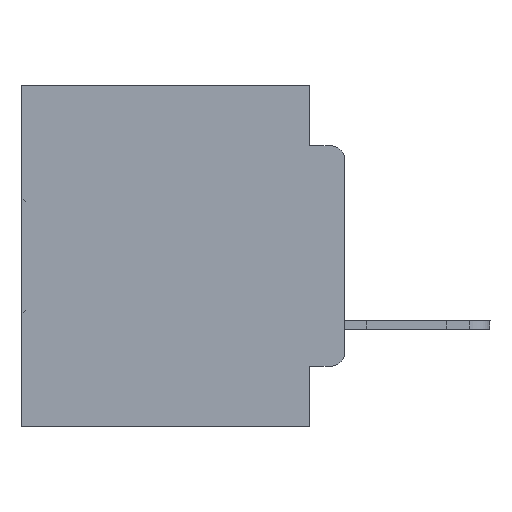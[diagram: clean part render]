
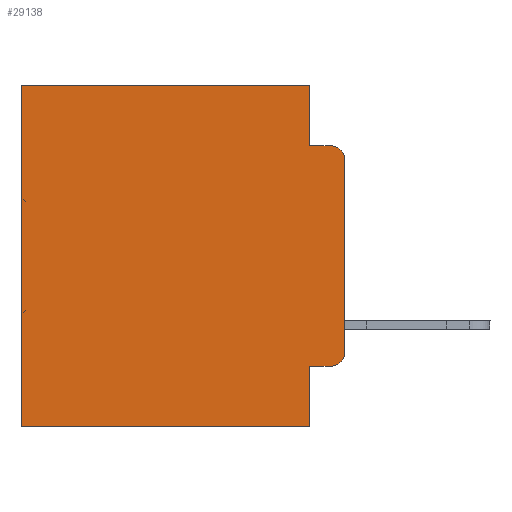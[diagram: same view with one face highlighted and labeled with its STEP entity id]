
A CAD part, left-side view. The second image highlights one B-rep face of the part: STEP entity #29138.
In plain terms, the highlighted planar face has unit normal (-1, 0, 0).
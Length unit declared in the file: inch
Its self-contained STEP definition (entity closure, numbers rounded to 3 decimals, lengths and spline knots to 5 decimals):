
#303 = VERTEX_POINT ( 'NONE', #24279 ) ;
#834 = EDGE_CURVE ( 'NONE', #2282, #11038, #19219, .T. ) ;
#929 = VECTOR ( 'NONE', #2191, 39.37008 ) ;
#971 = VERTEX_POINT ( 'NONE', #16147 ) ;
#1160 = DIRECTION ( 'NONE',  ( 0., 0., -1. ) ) ;
#1347 = EDGE_CURVE ( 'NONE', #971, #5636, #5914, .T. ) ;
#2191 = DIRECTION ( 'NONE',  ( 0., 0., -1. ) ) ;
#2282 = VERTEX_POINT ( 'NONE', #18656 ) ;
#2303 = DIRECTION ( 'NONE',  ( 0., -1., 0. ) ) ;
#2309 = DIRECTION ( 'NONE',  ( 1., 0., 0. ) ) ;
#2612 = LINE ( 'NONE', #28733, #8774 ) ;
#2734 = VECTOR ( 'NONE', #6070, 39.37008 ) ;
#2767 = EDGE_CURVE ( 'NONE', #5636, #33844, #32294, .T. ) ;
#4068 = CARTESIAN_POINT ( 'NONE',  ( 0.298, 0.051, 0. ) ) ;
#4966 = CIRCLE ( 'NONE', #5190, 0.02 ) ;
#5190 = AXIS2_PLACEMENT_3D ( 'NONE', #29713, #14079, #32389 ) ;
#5487 = AXIS2_PLACEMENT_3D ( 'NONE', #7130, #31226, #15340 ) ;
#5636 = VERTEX_POINT ( 'NONE', #10519 ) ;
#5806 = VECTOR ( 'NONE', #34114, 39.37008 ) ;
#5914 = LINE ( 'NONE', #28052, #20879 ) ;
#6070 = DIRECTION ( 'NONE',  ( 0., 0., -1. ) ) ;
#6777 = LINE ( 'NONE', #4068, #34144 ) ;
#7130 = CARTESIAN_POINT ( 'NONE',  ( 0.298, 0.02, -0.1085 ) ) ;
#7893 = ORIENTED_EDGE ( 'NONE', *, *, #24487, .T. ) ;
#8457 = DIRECTION ( 'NONE',  ( 0., 0., -1. ) ) ;
#8774 = VECTOR ( 'NONE', #12633, 39.37008 ) ;
#8781 = FACE_OUTER_BOUND ( 'NONE', #14631, .T. ) ;
#10519 = CARTESIAN_POINT ( 'NONE',  ( 0.298, 0.473, 0. ) ) ;
#11038 = VERTEX_POINT ( 'NONE', #33167 ) ;
#11084 = EDGE_CURVE ( 'NONE', #971, #21804, #6777, .T. ) ;
#11472 = ORIENTED_EDGE ( 'NONE', *, *, #2767, .T. ) ;
#12633 = DIRECTION ( 'NONE',  ( 0., -1., 0. ) ) ;
#12982 = ORIENTED_EDGE ( 'NONE', *, *, #18083, .F. ) ;
#13236 = CARTESIAN_POINT ( 'NONE',  ( 0.298, 0., -0.5 ) ) ;
#14079 = DIRECTION ( 'NONE',  ( -1., 0., 0. ) ) ;
#14415 = AXIS2_PLACEMENT_3D ( 'NONE', #23493, #2309, #23712 ) ;
#14502 = LINE ( 'NONE', #13236, #5806 ) ;
#14631 = EDGE_LOOP ( 'NONE', ( #22419, #7893, #16899, #33503, #25444, #11472, #19556, #12982, #34063, #26766 ) ) ;
#15139 = CIRCLE ( 'NONE', #5487, 0.02 ) ;
#15157 = CARTESIAN_POINT ( 'NONE',  ( 0.298, 0., -0.3915 ) ) ;
#15340 = DIRECTION ( 'NONE',  ( 0., 0., -1. ) ) ;
#15613 = CARTESIAN_POINT ( 'NONE',  ( 0.298, 0.051, -0.4115 ) ) ;
#16147 = CARTESIAN_POINT ( 'NONE',  ( 0.298, 0.051, 0. ) ) ;
#16448 = EDGE_CURVE ( 'NONE', #23151, #22329, #25965, .T. ) ;
#16899 = ORIENTED_EDGE ( 'NONE', *, *, #26788, .F. ) ;
#16950 = CARTESIAN_POINT ( 'NONE',  ( 0.298, 0., 0. ) ) ;
#18083 = EDGE_CURVE ( 'NONE', #2282, #303, #27457, .T. ) ;
#18419 = PLANE ( 'NONE',  #14415 ) ;
#18656 = CARTESIAN_POINT ( 'NONE',  ( 0.298, 0.051, -0.4115 ) ) ;
#18809 = VECTOR ( 'NONE', #2303, 39.37008 ) ;
#19219 = LINE ( 'NONE', #15613, #18809 ) ;
#19556 = ORIENTED_EDGE ( 'NONE', *, *, #27992, .F. ) ;
#20879 = VECTOR ( 'NONE', #25137, 39.37008 ) ;
#21804 = VERTEX_POINT ( 'NONE', #32303 ) ;
#22329 = VERTEX_POINT ( 'NONE', #15157 ) ;
#22419 = ORIENTED_EDGE ( 'NONE', *, *, #16448, .F. ) ;
#22852 = CARTESIAN_POINT ( 'NONE',  ( 0.298, 0., -0.1085 ) ) ;
#23151 = VERTEX_POINT ( 'NONE', #22852 ) ;
#23493 = CARTESIAN_POINT ( 'NONE',  ( 0.298, 0., 0. ) ) ;
#23712 = DIRECTION ( 'NONE',  ( 0., 0., -1. ) ) ;
#24279 = CARTESIAN_POINT ( 'NONE',  ( 0.298, 0.051, -0.5 ) ) ;
#24487 = EDGE_CURVE ( 'NONE', #23151, #27853, #15139, .T. ) ;
#25137 = DIRECTION ( 'NONE',  ( 0., 1., 0. ) ) ;
#25268 = CARTESIAN_POINT ( 'NONE',  ( 0.298, 0.473, -0.5 ) ) ;
#25274 = VECTOR ( 'NONE', #8457, 39.37008 ) ;
#25444 = ORIENTED_EDGE ( 'NONE', *, *, #1347, .T. ) ;
#25965 = LINE ( 'NONE', #16950, #2734 ) ;
#26766 = ORIENTED_EDGE ( 'NONE', *, *, #31624, .T. ) ;
#26788 = EDGE_CURVE ( 'NONE', #21804, #27853, #2612, .T. ) ;
#27457 = LINE ( 'NONE', #28588, #929 ) ;
#27853 = VERTEX_POINT ( 'NONE', #28548 ) ;
#27992 = EDGE_CURVE ( 'NONE', #303, #33844, #14502, .T. ) ;
#28052 = CARTESIAN_POINT ( 'NONE',  ( 0.298, 0., 0. ) ) ;
#28548 = CARTESIAN_POINT ( 'NONE',  ( 0.298, 0.02, -0.0885 ) ) ;
#28588 = CARTESIAN_POINT ( 'NONE',  ( 0.298, 0.051, 0. ) ) ;
#28733 = CARTESIAN_POINT ( 'NONE',  ( 0.298, 0.051, -0.0885 ) ) ;
#29138 = ADVANCED_FACE ( 'NONE', ( #8781 ), #18419, .F. ) ;
#29439 = CARTESIAN_POINT ( 'NONE',  ( 0.298, 0.473, 0. ) ) ;
#29713 = CARTESIAN_POINT ( 'NONE',  ( 0.298, 0.02, -0.3915 ) ) ;
#31226 = DIRECTION ( 'NONE',  ( -1., 0., 0. ) ) ;
#31624 = EDGE_CURVE ( 'NONE', #11038, #22329, #4966, .T. ) ;
#32294 = LINE ( 'NONE', #29439, #25274 ) ;
#32303 = CARTESIAN_POINT ( 'NONE',  ( 0.298, 0.051, -0.0885 ) ) ;
#32389 = DIRECTION ( 'NONE',  ( 0., 0., -1. ) ) ;
#33167 = CARTESIAN_POINT ( 'NONE',  ( 0.298, 0.02, -0.4115 ) ) ;
#33503 = ORIENTED_EDGE ( 'NONE', *, *, #11084, .F. ) ;
#33844 = VERTEX_POINT ( 'NONE', #25268 ) ;
#34063 = ORIENTED_EDGE ( 'NONE', *, *, #834, .T. ) ;
#34114 = DIRECTION ( 'NONE',  ( 0., 1., 0. ) ) ;
#34144 = VECTOR ( 'NONE', #1160, 39.37008 ) ;
